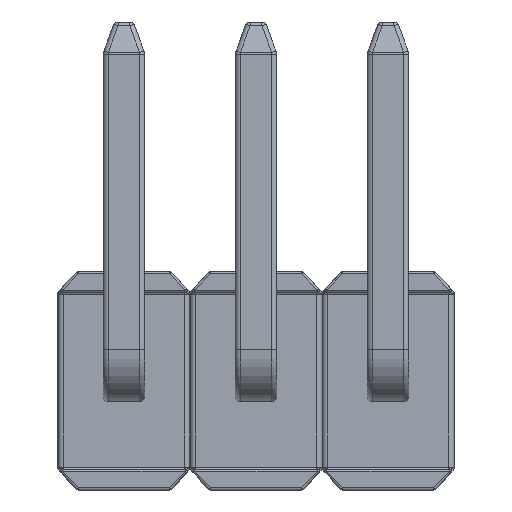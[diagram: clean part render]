
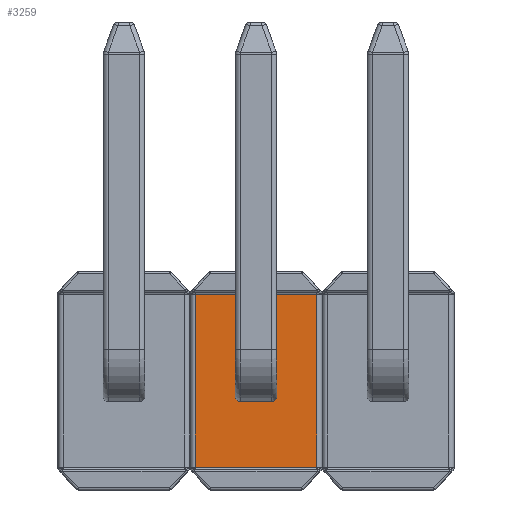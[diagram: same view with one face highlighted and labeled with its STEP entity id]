
A CAD part, front view. The second image highlights one B-rep face of the part: STEP entity #3259.
In plain terms, the highlighted planar face has unit normal (0, -1, 0).
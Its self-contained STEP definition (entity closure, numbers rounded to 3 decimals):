
#101 = CARTESIAN_POINT ( 'NONE',  ( -0.2, -1., 0.15 ) ) ;
#132 = DIRECTION ( 'NONE',  ( 0., 0., 1. ) ) ;
#138 = CARTESIAN_POINT ( 'NONE',  ( -0.585, -1., 0.83 ) ) ;
#394 = VECTOR ( 'NONE', #1048, 1000. ) ;
#499 = ORIENTED_EDGE ( 'NONE', *, *, #3360, .T. ) ;
#575 = ORIENTED_EDGE ( 'NONE', *, *, #1263, .T. ) ;
#579 = EDGE_CURVE ( 'NONE', #5019, #3463, #4774, .T. ) ;
#582 = DIRECTION ( 'NONE',  ( 1., 0., 0. ) ) ;
#596 = VERTEX_POINT ( 'NONE', #3735 ) ;
#646 = ORIENTED_EDGE ( 'NONE', *, *, #1577, .T. ) ;
#687 = LINE ( 'NONE', #2416, #2987 ) ;
#851 = DIRECTION ( 'NONE',  ( 0., 0., 1. ) ) ;
#890 = DIRECTION ( 'NONE',  ( 0., 1., 0. ) ) ;
#925 = CARTESIAN_POINT ( 'NONE',  ( -0.15, -1., -0.2 ) ) ;
#944 = VECTOR ( 'NONE', #5575, 1000. ) ;
#949 = CARTESIAN_POINT ( 'NONE',  ( -0.15, -1., 0.15 ) ) ;
#975 = VERTEX_POINT ( 'NONE', #925 ) ;
#1026 = FACE_BOUND ( 'NONE', #1361, .T. ) ;
#1048 = DIRECTION ( 'NONE',  ( -1., 0., 0. ) ) ;
#1196 = CARTESIAN_POINT ( 'NONE',  ( -0.585, -1., -0.83 ) ) ;
#1263 = EDGE_CURVE ( 'NONE', #1821, #3765, #687, .T. ) ;
#1268 = VECTOR ( 'NONE', #3655, 1000. ) ;
#1345 = EDGE_CURVE ( 'NONE', #5012, #4252, #5477, .T. ) ;
#1361 = EDGE_LOOP ( 'NONE', ( #5310, #1512, #4861, #5303, #5005, #1719, #575, #646 ) ) ;
#1363 = CARTESIAN_POINT ( 'NONE',  ( 0.15, -1., 0.15 ) ) ;
#1494 = LINE ( 'NONE', #1818, #4991 ) ;
#1503 = PLANE ( 'NONE',  #2474 ) ;
#1512 = ORIENTED_EDGE ( 'NONE', *, *, #2413, .T. ) ;
#1577 = EDGE_CURVE ( 'NONE', #3765, #4252, #4248, .T. ) ;
#1634 = CARTESIAN_POINT ( 'NONE',  ( -0.2, -1., -0.15 ) ) ;
#1719 = ORIENTED_EDGE ( 'NONE', *, *, #4061, .T. ) ;
#1816 = VECTOR ( 'NONE', #3832, 1000. ) ;
#1818 = CARTESIAN_POINT ( 'NONE',  ( 0.2, -1., -0.2 ) ) ;
#1820 = DIRECTION ( 'NONE',  ( 0., 0., 1. ) ) ;
#1821 = VERTEX_POINT ( 'NONE', #1634 ) ;
#1977 = CARTESIAN_POINT ( 'NONE',  ( 0.15, -1., -0.2 ) ) ;
#1991 = DIRECTION ( 'NONE',  ( 0., 0., 1. ) ) ;
#2055 = AXIS2_PLACEMENT_3D ( 'NONE', #5430, #2680, #5888 ) ;
#2060 = DIRECTION ( 'NONE',  ( 0., 0., 1. ) ) ;
#2300 = AXIS2_PLACEMENT_3D ( 'NONE', #949, #890, #851 ) ;
#2364 = CARTESIAN_POINT ( 'NONE',  ( 0.2, -1., 0. ) ) ;
#2413 = EDGE_CURVE ( 'NONE', #5012, #3657, #4516, .T. ) ;
#2416 = CARTESIAN_POINT ( 'NONE',  ( -0.2, -1., 0. ) ) ;
#2431 = DIRECTION ( 'NONE',  ( 0., 1., 0. ) ) ;
#2474 = AXIS2_PLACEMENT_3D ( 'NONE', #5648, #2908, #132 ) ;
#2533 = EDGE_CURVE ( 'NONE', #3267, #3657, #3400, .T. ) ;
#2608 = EDGE_CURVE ( 'NONE', #3463, #596, #4937, .T. ) ;
#2680 = DIRECTION ( 'NONE',  ( 0., 1., 0. ) ) ;
#2735 = ORIENTED_EDGE ( 'NONE', *, *, #2608, .T. ) ;
#2776 = CARTESIAN_POINT ( 'NONE',  ( 0.2, -1., 0.15 ) ) ;
#2877 = ORIENTED_EDGE ( 'NONE', *, *, #4361, .T. ) ;
#2908 = DIRECTION ( 'NONE',  ( 0., 1., 0. ) ) ;
#2987 = VECTOR ( 'NONE', #1991, 1000. ) ;
#3104 = VERTEX_POINT ( 'NONE', #5582 ) ;
#3259 = ADVANCED_FACE ( 'NONE', ( #1026, #4518 ), #1503, .F. ) ;
#3267 = VERTEX_POINT ( 'NONE', #5160 ) ;
#3297 = CARTESIAN_POINT ( 'NONE',  ( -0.15, -1., 0.2 ) ) ;
#3360 = EDGE_CURVE ( 'NONE', #596, #3104, #3535, .T. ) ;
#3380 = CARTESIAN_POINT ( 'NONE',  ( 0.2, -1., 0.2 ) ) ;
#3395 = ORIENTED_EDGE ( 'NONE', *, *, #579, .T. ) ;
#3400 = LINE ( 'NONE', #2364, #944 ) ;
#3402 = VECTOR ( 'NONE', #2060, 1000. ) ;
#3463 = VERTEX_POINT ( 'NONE', #1196 ) ;
#3468 = EDGE_LOOP ( 'NONE', ( #499, #2877, #3395, #2735 ) ) ;
#3535 = LINE ( 'NONE', #3865, #3402 ) ;
#3655 = DIRECTION ( 'NONE',  ( 0., 0., -1. ) ) ;
#3657 = VERTEX_POINT ( 'NONE', #2776 ) ;
#3735 = CARTESIAN_POINT ( 'NONE',  ( 0.585, -1., -0.83 ) ) ;
#3748 = VECTOR ( 'NONE', #582, 1000. ) ;
#3765 = VERTEX_POINT ( 'NONE', #101 ) ;
#3777 = EDGE_CURVE ( 'NONE', #3267, #5013, #4152, .T. ) ;
#3783 = CARTESIAN_POINT ( 'NONE',  ( -0.585, -1., 0. ) ) ;
#3800 = CARTESIAN_POINT ( 'NONE',  ( 0., -1., -0.83 ) ) ;
#3832 = DIRECTION ( 'NONE',  ( -1., 0., 0. ) ) ;
#3865 = CARTESIAN_POINT ( 'NONE',  ( 0.585, -1., 0.85 ) ) ;
#3890 = AXIS2_PLACEMENT_3D ( 'NONE', #1363, #4557, #1820 ) ;
#3923 = LINE ( 'NONE', #138, #394 ) ;
#4061 = EDGE_CURVE ( 'NONE', #975, #1821, #5729, .T. ) ;
#4103 = DIRECTION ( 'NONE',  ( -1., 0., 0. ) ) ;
#4138 = EDGE_CURVE ( 'NONE', #5013, #975, #1494, .T. ) ;
#4152 = CIRCLE ( 'NONE', #5774, 0.05 ) ;
#4230 = CARTESIAN_POINT ( 'NONE',  ( 0.15, -1., 0.2 ) ) ;
#4248 = CIRCLE ( 'NONE', #2300, 0.05 ) ;
#4252 = VERTEX_POINT ( 'NONE', #3297 ) ;
#4361 = EDGE_CURVE ( 'NONE', #3104, #5019, #3923, .T. ) ;
#4516 = CIRCLE ( 'NONE', #3890, 0.05 ) ;
#4518 = FACE_OUTER_BOUND ( 'NONE', #3468, .T. ) ;
#4557 = DIRECTION ( 'NONE',  ( 0., 1., 0. ) ) ;
#4774 = LINE ( 'NONE', #3783, #1268 ) ;
#4861 = ORIENTED_EDGE ( 'NONE', *, *, #2533, .F. ) ;
#4937 = LINE ( 'NONE', #3800, #3748 ) ;
#4991 = VECTOR ( 'NONE', #4103, 1000. ) ;
#5005 = ORIENTED_EDGE ( 'NONE', *, *, #4138, .T. ) ;
#5012 = VERTEX_POINT ( 'NONE', #4230 ) ;
#5013 = VERTEX_POINT ( 'NONE', #1977 ) ;
#5019 = VERTEX_POINT ( 'NONE', #5179 ) ;
#5160 = CARTESIAN_POINT ( 'NONE',  ( 0.2, -1., -0.15 ) ) ;
#5175 = CARTESIAN_POINT ( 'NONE',  ( 0.15, -1., -0.15 ) ) ;
#5179 = CARTESIAN_POINT ( 'NONE',  ( -0.585, -1., 0.83 ) ) ;
#5303 = ORIENTED_EDGE ( 'NONE', *, *, #3777, .T. ) ;
#5310 = ORIENTED_EDGE ( 'NONE', *, *, #1345, .F. ) ;
#5430 = CARTESIAN_POINT ( 'NONE',  ( -0.15, -1., -0.15 ) ) ;
#5477 = LINE ( 'NONE', #3380, #1816 ) ;
#5575 = DIRECTION ( 'NONE',  ( 0., 0., 1. ) ) ;
#5582 = CARTESIAN_POINT ( 'NONE',  ( 0.585, -1., 0.83 ) ) ;
#5640 = DIRECTION ( 'NONE',  ( 0., 0., 1. ) ) ;
#5648 = CARTESIAN_POINT ( 'NONE',  ( 0., -1., 0. ) ) ;
#5729 = CIRCLE ( 'NONE', #2055, 0.05 ) ;
#5774 = AXIS2_PLACEMENT_3D ( 'NONE', #5175, #2431, #5640 ) ;
#5888 = DIRECTION ( 'NONE',  ( 0., 0., 1. ) ) ;
